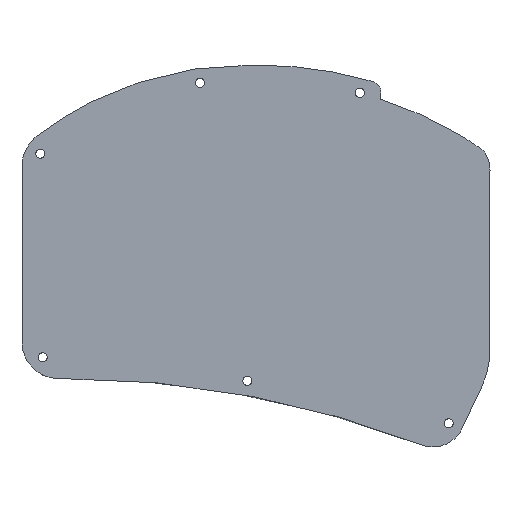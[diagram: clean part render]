
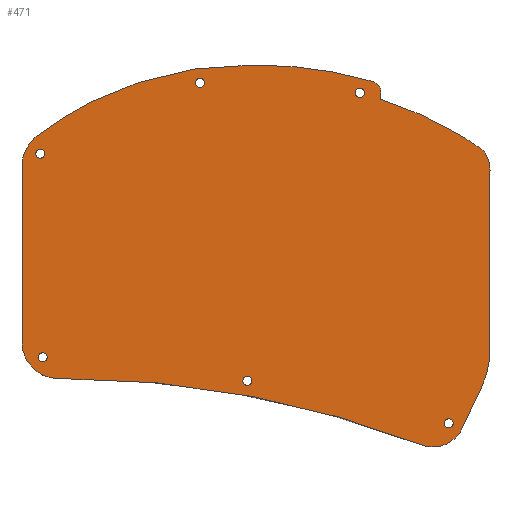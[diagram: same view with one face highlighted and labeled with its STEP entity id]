
A CAD part, top view. The second image highlights one B-rep face of the part: STEP entity #471.
In plain terms, the highlighted planar face has unit normal (0, 0, 1).
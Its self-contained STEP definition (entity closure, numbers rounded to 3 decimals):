
#15=FACE_BOUND('',#95,.T.);
#16=FACE_BOUND('',#96,.T.);
#17=FACE_BOUND('',#97,.T.);
#18=FACE_BOUND('',#98,.T.);
#19=FACE_BOUND('',#99,.T.);
#20=FACE_BOUND('',#100,.T.);
#28=B_SPLINE_CURVE_WITH_KNOTS('',3,(#732,#733,#734,#735),.UNSPECIFIED.,
 .F.,.F.,(4,4),(-0.999,-0.001),.UNSPECIFIED.);
#30=B_SPLINE_CURVE_WITH_KNOTS('',3,(#787,#788,#789,#790,#791,#792,#793,
#794,#795,#796,#797,#798,#799,#800,#801,#802),.UNSPECIFIED.,.F.,.F.,(4,
3,3,3,3,4),(-0.092,-0.074,0.,0.424,
0.883,0.991),.UNSPECIFIED.);
#32=B_SPLINE_CURVE_WITH_KNOTS('',3,(#830,#831,#832,#833),.UNSPECIFIED.,
 .F.,.F.,(4,4),(0.002,0.998),.UNSPECIFIED.);
#34=B_SPLINE_CURVE_WITH_KNOTS('',3,(#849,#850,#851,#852),.UNSPECIFIED.,
 .F.,.F.,(4,4),(0.445,0.998),.UNSPECIFIED.);
#36=B_SPLINE_CURVE_WITH_KNOTS('',3,(#889,#890,#891,#892,#893,#894,#895),
 .UNSPECIFIED.,.F.,.F.,(4,3,4),(-0.006,0.,0.387),
 .UNSPECIFIED.);
#46=PLANE('',#530);
#70=FACE_OUTER_BOUND('',#94,.T.);
#94=EDGE_LOOP('',(#392,#393,#394,#395,#396,#397,#398,#399,#400,#401,#402,
#403,#404,#405,#406,#407));
#95=EDGE_LOOP('',(#408));
#96=EDGE_LOOP('',(#409));
#97=EDGE_LOOP('',(#410));
#98=EDGE_LOOP('',(#411));
#99=EDGE_LOOP('',(#412));
#100=EDGE_LOOP('',(#413));
#116=LINE('',#698,#146);
#120=LINE('',#710,#150);
#126=LINE('',#808,#156);
#133=LINE('',#864,#163);
#146=VECTOR('',#580,10.);
#150=VECTOR('',#592,10.);
#156=VECTOR('',#606,10.);
#163=VECTOR('',#627,10.);
#168=CIRCLE('',#488,1.25);
#170=CIRCLE('',#491,1.25);
#172=CIRCLE('',#494,1.25);
#174=CIRCLE('',#497,1.25);
#176=CIRCLE('',#500,1.25);
#178=CIRCLE('',#503,1.25);
#181=CIRCLE('',#508,24.27);
#183=CIRCLE('',#512,8.981);
#185=CIRCLE('',#516,11.505);
#187=CIRCLE('',#519,3.);
#189=CIRCLE('',#523,108.045);
#191=CIRCLE('',#526,8.664);
#193=CIRCLE('',#529,9.127);
#194=VERTEX_POINT('',#656);
#196=VERTEX_POINT('',#662);
#198=VERTEX_POINT('',#668);
#200=VERTEX_POINT('',#674);
#202=VERTEX_POINT('',#680);
#204=VERTEX_POINT('',#686);
#208=VERTEX_POINT('',#695);
#209=VERTEX_POINT('',#697);
#211=VERTEX_POINT('',#703);
#213=VERTEX_POINT('',#709);
#215=VERTEX_POINT('',#715);
#217=VERTEX_POINT('',#731);
#219=VERTEX_POINT('',#786);
#221=VERTEX_POINT('',#807);
#223=VERTEX_POINT('',#813);
#225=VERTEX_POINT('',#829);
#227=VERTEX_POINT('',#848);
#229=VERTEX_POINT('',#857);
#231=VERTEX_POINT('',#863);
#233=VERTEX_POINT('',#888);
#235=VERTEX_POINT('',#900);
#237=VERTEX_POINT('',#906);
#238=EDGE_CURVE('',#194,#194,#168,.T.);
#241=EDGE_CURVE('',#196,#196,#170,.T.);
#244=EDGE_CURVE('',#198,#198,#172,.T.);
#247=EDGE_CURVE('',#200,#200,#174,.T.);
#250=EDGE_CURVE('',#202,#202,#176,.T.);
#253=EDGE_CURVE('',#204,#204,#178,.T.);
#258=EDGE_CURVE('',#209,#208,#116,.T.);
#261=EDGE_CURVE('',#211,#209,#181,.T.);
#264=EDGE_CURVE('',#213,#211,#120,.T.);
#267=EDGE_CURVE('',#215,#213,#183,.T.);
#270=EDGE_CURVE('',#217,#215,#28,.T.);
#273=EDGE_CURVE('',#219,#217,#30,.T.);
#276=EDGE_CURVE('',#221,#219,#126,.T.);
#279=EDGE_CURVE('',#223,#221,#185,.T.);
#282=EDGE_CURVE('',#225,#223,#32,.T.);
#285=EDGE_CURVE('',#227,#225,#34,.T.);
#288=EDGE_CURVE('',#229,#227,#187,.T.);
#291=EDGE_CURVE('',#231,#229,#133,.T.);
#294=EDGE_CURVE('',#233,#231,#36,.T.);
#297=EDGE_CURVE('',#235,#233,#189,.T.);
#300=EDGE_CURVE('',#237,#235,#191,.T.);
#303=EDGE_CURVE('',#208,#237,#193,.T.);
#392=ORIENTED_EDGE('',*,*,#303,.T.);
#393=ORIENTED_EDGE('',*,*,#300,.T.);
#394=ORIENTED_EDGE('',*,*,#297,.T.);
#395=ORIENTED_EDGE('',*,*,#294,.T.);
#396=ORIENTED_EDGE('',*,*,#291,.T.);
#397=ORIENTED_EDGE('',*,*,#288,.T.);
#398=ORIENTED_EDGE('',*,*,#285,.T.);
#399=ORIENTED_EDGE('',*,*,#282,.T.);
#400=ORIENTED_EDGE('',*,*,#279,.T.);
#401=ORIENTED_EDGE('',*,*,#276,.T.);
#402=ORIENTED_EDGE('',*,*,#273,.T.);
#403=ORIENTED_EDGE('',*,*,#270,.T.);
#404=ORIENTED_EDGE('',*,*,#267,.T.);
#405=ORIENTED_EDGE('',*,*,#264,.T.);
#406=ORIENTED_EDGE('',*,*,#261,.T.);
#407=ORIENTED_EDGE('',*,*,#258,.T.);
#408=ORIENTED_EDGE('',*,*,#253,.T.);
#409=ORIENTED_EDGE('',*,*,#250,.T.);
#410=ORIENTED_EDGE('',*,*,#247,.T.);
#411=ORIENTED_EDGE('',*,*,#244,.T.);
#412=ORIENTED_EDGE('',*,*,#241,.T.);
#413=ORIENTED_EDGE('',*,*,#238,.T.);
#471=ADVANCED_FACE('',(#70,#15,#16,#17,#18,#19,#20),#46,.T.);
#488=AXIS2_PLACEMENT_3D('',#657,#536,#537);
#491=AXIS2_PLACEMENT_3D('',#663,#543,#544);
#494=AXIS2_PLACEMENT_3D('',#669,#550,#551);
#497=AXIS2_PLACEMENT_3D('',#675,#557,#558);
#500=AXIS2_PLACEMENT_3D('',#681,#564,#565);
#503=AXIS2_PLACEMENT_3D('',#687,#571,#572);
#508=AXIS2_PLACEMENT_3D('',#704,#586,#587);
#512=AXIS2_PLACEMENT_3D('',#716,#598,#599);
#516=AXIS2_PLACEMENT_3D('',#814,#612,#613);
#519=AXIS2_PLACEMENT_3D('',#858,#621,#622);
#523=AXIS2_PLACEMENT_3D('',#901,#634,#635);
#526=AXIS2_PLACEMENT_3D('',#907,#641,#642);
#529=AXIS2_PLACEMENT_3D('',#911,#648,#649);
#530=AXIS2_PLACEMENT_3D('',#912,#650,#651);
#536=DIRECTION('center_axis',(0.,0.,-1.));
#537=DIRECTION('ref_axis',(1.,0.,0.));
#543=DIRECTION('center_axis',(0.,0.,-1.));
#544=DIRECTION('ref_axis',(1.,0.,0.));
#550=DIRECTION('center_axis',(0.,0.,-1.));
#551=DIRECTION('ref_axis',(1.,0.,0.));
#557=DIRECTION('center_axis',(0.,0.,-1.));
#558=DIRECTION('ref_axis',(1.,0.,0.));
#564=DIRECTION('center_axis',(0.,0.,-1.));
#565=DIRECTION('ref_axis',(1.,0.,0.));
#571=DIRECTION('center_axis',(0.,0.,-1.));
#572=DIRECTION('ref_axis',(1.,0.,0.));
#580=DIRECTION('',(0.,1.,0.));
#586=DIRECTION('center_axis',(0.,0.,1.));
#587=DIRECTION('ref_axis',(0.914,-0.406,0.));
#592=DIRECTION('',(0.424,0.905,0.));
#598=DIRECTION('center_axis',(0.,0.,1.));
#599=DIRECTION('ref_axis',(-0.375,-0.927,0.));
#606=DIRECTION('',(0.001,-1.,0.));
#612=DIRECTION('center_axis',(0.,0.,1.));
#613=DIRECTION('ref_axis',(-0.578,0.816,0.));
#621=DIRECTION('center_axis',(0.,0.,1.));
#622=DIRECTION('ref_axis',(1.,0.,0.));
#627=DIRECTION('',(0.,1.,0.));
#634=DIRECTION('center_axis',(0.,0.,1.));
#635=DIRECTION('ref_axis',(0.561,0.828,0.));
#641=DIRECTION('center_axis',(0.,0.,1.));
#642=DIRECTION('ref_axis',(0.772,0.636,0.));
#648=DIRECTION('center_axis',(0.,0.,1.));
#649=DIRECTION('ref_axis',(1.,0.,0.));
#650=DIRECTION('center_axis',(0.,0.,1.));
#651=DIRECTION('ref_axis',(1.,0.,0.));
#656=CARTESIAN_POINT('',(90.501,-120.079,1.6));
#657=CARTESIAN_POINT('Origin',(91.751,-120.079,1.6));
#662=CARTESIAN_POINT('',(59.382,-199.786,1.6));
#663=CARTESIAN_POINT('Origin',(60.632,-199.786,1.6));
#668=CARTESIAN_POINT('',(2.681,-193.292,1.6));
#669=CARTESIAN_POINT('Origin',(3.931,-193.292,1.6));
#674=CARTESIAN_POINT('',(46.225,-117.304,1.6));
#675=CARTESIAN_POINT('Origin',(47.475,-117.304,1.6));
#680=CARTESIAN_POINT('',(115.061,-211.56,1.6));
#681=CARTESIAN_POINT('Origin',(116.311,-211.56,1.6));
#686=CARTESIAN_POINT('',(2.039,-136.878,1.6));
#687=CARTESIAN_POINT('Origin',(3.289,-136.878,1.6));
#695=CARTESIAN_POINT('',(127.777,-141.495,1.6));
#697=CARTESIAN_POINT('',(127.777,-191.128,1.6));
#698=CARTESIAN_POINT('',(127.777,-141.495,1.6));
#703=CARTESIAN_POINT('',(125.682,-200.992,1.6));
#704=CARTESIAN_POINT('Origin',(103.507,-191.128,1.6));
#709=CARTESIAN_POINT('',(119.878,-213.375,1.6));
#710=CARTESIAN_POINT('',(125.682,-200.992,1.6));
#715=CARTESIAN_POINT('',(108.601,-217.436,1.6));
#716=CARTESIAN_POINT('Origin',(111.973,-209.112,1.6));
#731=CARTESIAN_POINT('',(8.406,-199.128,1.6));
#732=CARTESIAN_POINT('Ctrl Pts',(8.406,-199.128,1.6));
#733=CARTESIAN_POINT('Ctrl Pts',(42.652,-198.96,1.6));
#734=CARTESIAN_POINT('Ctrl Pts',(76.629,-205.168,1.6));
#735=CARTESIAN_POINT('Ctrl Pts',(108.601,-217.436,1.6));
#786=CARTESIAN_POINT('',(-1.734,-189.592,1.6));
#787=CARTESIAN_POINT('Ctrl Pts',(-1.734,-189.592,1.6));
#788=CARTESIAN_POINT('Ctrl Pts',(-1.732,-189.61,1.6));
#789=CARTESIAN_POINT('Ctrl Pts',(-1.731,-189.629,1.6));
#790=CARTESIAN_POINT('Ctrl Pts',(-1.73,-189.648,1.6));
#791=CARTESIAN_POINT('Ctrl Pts',(-1.724,-189.726,1.6));
#792=CARTESIAN_POINT('Ctrl Pts',(-1.718,-189.805,1.6));
#793=CARTESIAN_POINT('Ctrl Pts',(-1.712,-189.883,1.6));
#794=CARTESIAN_POINT('Ctrl Pts',(-1.547,-192.11,1.6));
#795=CARTESIAN_POINT('Ctrl Pts',(-0.626,-194.19,1.6));
#796=CARTESIAN_POINT('Ctrl Pts',(0.771,-195.766,1.6));
#797=CARTESIAN_POINT('Ctrl Pts',(2.282,-197.471,1.6));
#798=CARTESIAN_POINT('Ctrl Pts',(4.372,-198.652,1.6));
#799=CARTESIAN_POINT('Ctrl Pts',(6.723,-199.013,1.6));
#800=CARTESIAN_POINT('Ctrl Pts',(7.276,-199.098,1.6));
#801=CARTESIAN_POINT('Ctrl Pts',(7.84,-199.138,1.6));
#802=CARTESIAN_POINT('Ctrl Pts',(8.406,-199.128,1.6));
#807=CARTESIAN_POINT('',(-1.775,-139.297,1.6));
#808=CARTESIAN_POINT('',(-1.775,-139.297,1.6));
#813=CARTESIAN_POINT('',(2.965,-131.526,1.6));
#814=CARTESIAN_POINT('Origin',(9.616,-140.915,1.6));
#829=CARTESIAN_POINT('',(61.916,-112.385,1.6));
#830=CARTESIAN_POINT('Ctrl Pts',(61.916,-112.385,1.6));
#831=CARTESIAN_POINT('Ctrl Pts',(40.692,-112.076,1.6));
#832=CARTESIAN_POINT('Ctrl Pts',(19.96,-118.808,1.6));
#833=CARTESIAN_POINT('Ctrl Pts',(2.965,-131.526,1.6));
#848=CARTESIAN_POINT('',(95.41,-116.951,1.6));
#849=CARTESIAN_POINT('Ctrl Pts',(95.41,-116.951,1.6));
#850=CARTESIAN_POINT('Ctrl Pts',(84.585,-113.775,1.6));
#851=CARTESIAN_POINT('Ctrl Pts',(73.298,-112.22,1.6));
#852=CARTESIAN_POINT('Ctrl Pts',(61.916,-112.385,1.6));
#857=CARTESIAN_POINT('',(97.565,-119.83,1.6));
#858=CARTESIAN_POINT('Origin',(94.565,-119.83,1.6));
#863=CARTESIAN_POINT('',(97.565,-121.808,1.6));
#864=CARTESIAN_POINT('',(97.565,-121.808,1.6));
#888=CARTESIAN_POINT('',(118.748,-131.357,1.6));
#889=CARTESIAN_POINT('Ctrl Pts',(118.748,-131.357,1.6));
#890=CARTESIAN_POINT('Ctrl Pts',(118.641,-131.295,1.6));
#891=CARTESIAN_POINT('Ctrl Pts',(118.533,-131.232,1.6));
#892=CARTESIAN_POINT('Ctrl Pts',(118.426,-131.17,1.6));
#893=CARTESIAN_POINT('Ctrl Pts',(111.791,-127.311,1.6));
#894=CARTESIAN_POINT('Ctrl Pts',(104.796,-124.18,1.6));
#895=CARTESIAN_POINT('Ctrl Pts',(97.565,-121.808,1.6));
#900=CARTESIAN_POINT('',(124.5,-135.,1.6));
#901=CARTESIAN_POINT('Origin',(63.845,-224.413,1.6));
#906=CARTESIAN_POINT('',(126.442,-136.741,1.6));
#907=CARTESIAN_POINT('Origin',(119.753,-142.247,1.6));
#911=CARTESIAN_POINT('Origin',(118.65,-141.495,1.6));
#912=CARTESIAN_POINT('Origin',(63.001,-165.085,1.6));
